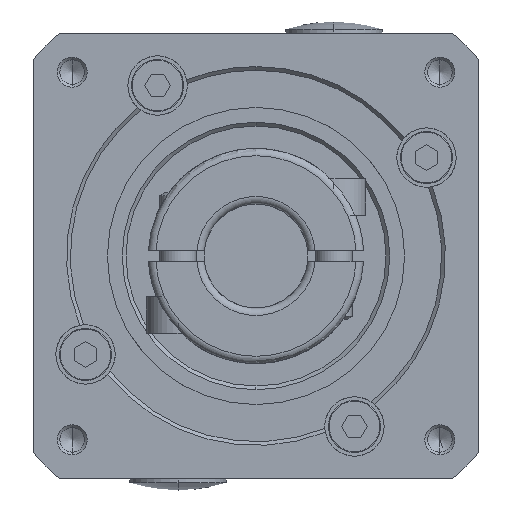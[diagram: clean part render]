
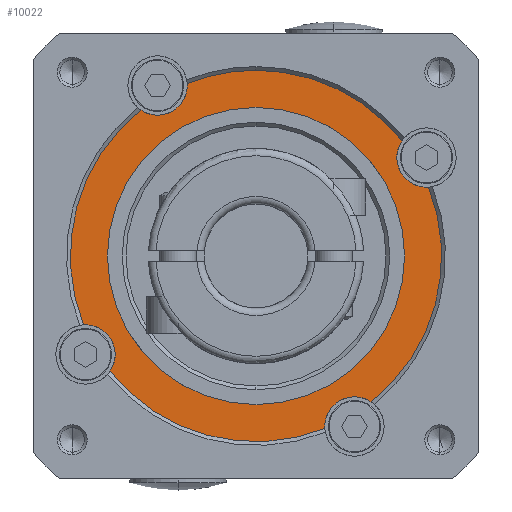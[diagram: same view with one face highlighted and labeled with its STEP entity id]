
A CAD part, left-side view. The second image highlights one B-rep face of the part: STEP entity #10022.
In plain terms, the highlighted planar face has unit normal (-1, 0, 0).
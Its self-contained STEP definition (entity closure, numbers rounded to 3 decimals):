
#89 = EDGE_CURVE ( 'NONE', #11743, #7947, #12489, .T. ) ;
#206 = CARTESIAN_POINT ( 'NONE',  ( -55.5, 0., 25. ) ) ;
#522 = DIRECTION ( 'NONE',  ( 0., 0., -1. ) ) ;
#561 = AXIS2_PLACEMENT_3D ( 'NONE', #9691, #6295, #8629 ) ;
#633 = PLANE ( 'NONE',  #14510 ) ;
#732 = DIRECTION ( 'NONE',  ( -1., 0., 0. ) ) ;
#933 = CARTESIAN_POINT ( 'NONE',  ( -55.5, -15.481, -19.63 ) ) ;
#946 = VERTEX_POINT ( 'NONE', #4877 ) ;
#1019 = AXIS2_PLACEMENT_3D ( 'NONE', #13315, #2982, #13471 ) ;
#1062 = CIRCLE ( 'NONE', #4355, 4. ) ;
#1111 = CARTESIAN_POINT ( 'NONE',  ( -55.5, 0., 0. ) ) ;
#1145 = ORIENTED_EDGE ( 'NONE', *, *, #12885, .T. ) ;
#1302 = ORIENTED_EDGE ( 'NONE', *, *, #2770, .F. ) ;
#1363 = EDGE_CURVE ( 'NONE', #9834, #7750, #7753, .T. ) ;
#1482 = AXIS2_PLACEMENT_3D ( 'NONE', #2373, #10432, #3532 ) ;
#1585 = ORIENTED_EDGE ( 'NONE', *, *, #5671, .T. ) ;
#1626 = CARTESIAN_POINT ( 'NONE',  ( -55.5, 19.63, -15.481 ) ) ;
#1759 = CIRCLE ( 'NONE', #13591, 4. ) ;
#2023 = VERTEX_POINT ( 'NONE', #12457 ) ;
#2372 = ORIENTED_EDGE ( 'NONE', *, *, #5422, .T. ) ;
#2373 = CARTESIAN_POINT ( 'NONE',  ( -55.5, 0., 0. ) ) ;
#2508 = CARTESIAN_POINT ( 'NONE',  ( -55.5, 22.95, -9.25 ) ) ;
#2559 = DIRECTION ( 'NONE',  ( -1., 0., 0. ) ) ;
#2657 = VERTEX_POINT ( 'NONE', #1626 ) ;
#2752 = CARTESIAN_POINT ( 'NONE',  ( -55.5, 22.95, -13.25 ) ) ;
#2770 = EDGE_CURVE ( 'NONE', #6594, #6892, #4631, .T. ) ;
#2835 = CIRCLE ( 'NONE', #4883, 4. ) ;
#2909 = DIRECTION ( 'NONE',  ( 0., 0., -1. ) ) ;
#2963 = DIRECTION ( 'NONE',  ( 0., 0., 1. ) ) ;
#2982 = DIRECTION ( 'NONE',  ( 1., 0., 0. ) ) ;
#3175 = CARTESIAN_POINT ( 'NONE',  ( -55.5, -9.259, -23.222 ) ) ;
#3255 = CARTESIAN_POINT ( 'NONE',  ( -55.5, -13.25, -22.95 ) ) ;
#3532 = DIRECTION ( 'NONE',  ( 0., 0., 1. ) ) ;
#4030 = AXIS2_PLACEMENT_3D ( 'NONE', #4550, #6887, #10350 ) ;
#4166 = EDGE_LOOP ( 'NONE', ( #12112, #1302 ) ) ;
#4269 = CIRCLE ( 'NONE', #8952, 25. ) ;
#4303 = ORIENTED_EDGE ( 'NONE', *, *, #12354, .T. ) ;
#4355 = AXIS2_PLACEMENT_3D ( 'NONE', #9343, #4876, #8277 ) ;
#4390 = CIRCLE ( 'NONE', #561, 25. ) ;
#4410 = DIRECTION ( 'NONE',  ( 0., 0., -1. ) ) ;
#4550 = CARTESIAN_POINT ( 'NONE',  ( -55.5, 0., 0. ) ) ;
#4631 = CIRCLE ( 'NONE', #12049, 20. ) ;
#4647 = AXIS2_PLACEMENT_3D ( 'NONE', #3255, #10104, #9103 ) ;
#4819 = CARTESIAN_POINT ( 'NONE',  ( -55.5, 0., 0. ) ) ;
#4824 = CARTESIAN_POINT ( 'NONE',  ( -55.5, -22.95, 9.25 ) ) ;
#4876 = DIRECTION ( 'NONE',  ( 1., 0., 0. ) ) ;
#4877 = CARTESIAN_POINT ( 'NONE',  ( -55.5, 13.25, 18.95 ) ) ;
#4883 = AXIS2_PLACEMENT_3D ( 'NONE', #7254, #11024, #2909 ) ;
#5177 = ORIENTED_EDGE ( 'NONE', *, *, #12750, .T. ) ;
#5267 = CARTESIAN_POINT ( 'NONE',  ( -55.5, 25., 0. ) ) ;
#5343 = DIRECTION ( 'NONE',  ( -1., 0., 0. ) ) ;
#5366 = CARTESIAN_POINT ( 'NONE',  ( -55.5, 15.481, 19.63 ) ) ;
#5422 = EDGE_CURVE ( 'NONE', #2657, #12422, #6868, .T. ) ;
#5436 = ORIENTED_EDGE ( 'NONE', *, *, #7680, .T. ) ;
#5482 = CIRCLE ( 'NONE', #4030, 25. ) ;
#5572 = FACE_OUTER_BOUND ( 'NONE', #6193, .T. ) ;
#5671 = EDGE_CURVE ( 'NONE', #12422, #11743, #8314, .T. ) ;
#5843 = AXIS2_PLACEMENT_3D ( 'NONE', #14645, #732, #2963 ) ;
#5898 = CIRCLE ( 'NONE', #11958, 20. ) ;
#6193 = EDGE_LOOP ( 'NONE', ( #5436, #5177, #4303, #2372, #1585, #8640, #12718, #9946, #11828, #1145, #10746, #7124, #7963 ) ) ;
#6215 = CARTESIAN_POINT ( 'NONE',  ( -55.5, 13.25, 22.95 ) ) ;
#6226 = CARTESIAN_POINT ( 'NONE',  ( -55.5, 0., 20. ) ) ;
#6283 = CARTESIAN_POINT ( 'NONE',  ( -55.5, 0., 0. ) ) ;
#6295 = DIRECTION ( 'NONE',  ( -1., 0., 0. ) ) ;
#6396 = CIRCLE ( 'NONE', #7717, 4. ) ;
#6479 = VERTEX_POINT ( 'NONE', #7940 ) ;
#6594 = VERTEX_POINT ( 'NONE', #6603 ) ;
#6603 = CARTESIAN_POINT ( 'NONE',  ( -55.5, 0., -20. ) ) ;
#6846 = EDGE_CURVE ( 'NONE', #6892, #6594, #5898, .T. ) ;
#6868 = CIRCLE ( 'NONE', #1482, 25. ) ;
#6887 = DIRECTION ( 'NONE',  ( -1., 0., 0. ) ) ;
#6892 = VERTEX_POINT ( 'NONE', #6226 ) ;
#7124 = ORIENTED_EDGE ( 'NONE', *, *, #11197, .T. ) ;
#7219 = FACE_BOUND ( 'NONE', #4166, .T. ) ;
#7248 = DIRECTION ( 'NONE',  ( 1., 0., 0. ) ) ;
#7250 = EDGE_CURVE ( 'NONE', #2023, #9834, #2835, .T. ) ;
#7254 = CARTESIAN_POINT ( 'NONE',  ( -55.5, -22.95, 13.25 ) ) ;
#7337 = CARTESIAN_POINT ( 'NONE',  ( -55.5, -13.25, -18.95 ) ) ;
#7415 = DIRECTION ( 'NONE',  ( 0., 0., -1. ) ) ;
#7666 = DIRECTION ( 'NONE',  ( 0., 0., -1. ) ) ;
#7680 = EDGE_CURVE ( 'NONE', #10081, #6479, #4269, .T. ) ;
#7717 = AXIS2_PLACEMENT_3D ( 'NONE', #2752, #9768, #10827 ) ;
#7750 = VERTEX_POINT ( 'NONE', #10829 ) ;
#7753 = CIRCLE ( 'NONE', #9043, 4. ) ;
#7866 = CARTESIAN_POINT ( 'NONE',  ( -55.5, -13.25, -22.95 ) ) ;
#7940 = CARTESIAN_POINT ( 'NONE',  ( -55.5, 23.222, -9.259 ) ) ;
#7947 = VERTEX_POINT ( 'NONE', #933 ) ;
#7963 = ORIENTED_EDGE ( 'NONE', *, *, #9763, .T. ) ;
#8277 = DIRECTION ( 'NONE',  ( 0., 0., -1. ) ) ;
#8314 = CIRCLE ( 'NONE', #11051, 4. ) ;
#8481 = VERTEX_POINT ( 'NONE', #206 ) ;
#8509 = CARTESIAN_POINT ( 'NONE',  ( -55.5, -22.95, 13.25 ) ) ;
#8629 = DIRECTION ( 'NONE',  ( 0., 0., 1. ) ) ;
#8640 = ORIENTED_EDGE ( 'NONE', *, *, #89, .T. ) ;
#8760 = DIRECTION ( 'NONE',  ( 1., 0., 0. ) ) ;
#8952 = AXIS2_PLACEMENT_3D ( 'NONE', #4819, #2559, #12861 ) ;
#9043 = AXIS2_PLACEMENT_3D ( 'NONE', #8509, #7248, #522 ) ;
#9103 = DIRECTION ( 'NONE',  ( 0., 0., -1. ) ) ;
#9141 = CIRCLE ( 'NONE', #1019, 4. ) ;
#9343 = CARTESIAN_POINT ( 'NONE',  ( -55.5, 13.25, 22.95 ) ) ;
#9691 = CARTESIAN_POINT ( 'NONE',  ( -55.5, 0., 0. ) ) ;
#9745 = VERTEX_POINT ( 'NONE', #12767 ) ;
#9763 = EDGE_CURVE ( 'NONE', #946, #10081, #1062, .T. ) ;
#9768 = DIRECTION ( 'NONE',  ( 1., 0., 0. ) ) ;
#9834 = VERTEX_POINT ( 'NONE', #4824 ) ;
#9946 = ORIENTED_EDGE ( 'NONE', *, *, #7250, .T. ) ;
#10022 = ADVANCED_FACE ( 'NONE', ( #7219, #5572 ), #633, .F. ) ;
#10081 = VERTEX_POINT ( 'NONE', #5366 ) ;
#10104 = DIRECTION ( 'NONE',  ( 1., 0., 0. ) ) ;
#10350 = DIRECTION ( 'NONE',  ( 0., 0., 1. ) ) ;
#10366 = CIRCLE ( 'NONE', #5843, 25. ) ;
#10432 = DIRECTION ( 'NONE',  ( -1., 0., 0. ) ) ;
#10746 = ORIENTED_EDGE ( 'NONE', *, *, #13721, .T. ) ;
#10782 = DIRECTION ( 'NONE',  ( -1., 0., 0. ) ) ;
#10827 = DIRECTION ( 'NONE',  ( 0., 0., -1. ) ) ;
#10829 = CARTESIAN_POINT ( 'NONE',  ( -55.5, -19.63, 15.481 ) ) ;
#10923 = DIRECTION ( 'NONE',  ( 1., 0., 0. ) ) ;
#11024 = DIRECTION ( 'NONE',  ( 1., 0., 0. ) ) ;
#11051 = AXIS2_PLACEMENT_3D ( 'NONE', #7866, #14752, #4410 ) ;
#11197 = EDGE_CURVE ( 'NONE', #9745, #946, #1759, .T. ) ;
#11743 = VERTEX_POINT ( 'NONE', #7337 ) ;
#11828 = ORIENTED_EDGE ( 'NONE', *, *, #1363, .T. ) ;
#11958 = AXIS2_PLACEMENT_3D ( 'NONE', #6283, #10782, #14304 ) ;
#12049 = AXIS2_PLACEMENT_3D ( 'NONE', #1111, #5343, #13751 ) ;
#12112 = ORIENTED_EDGE ( 'NONE', *, *, #6846, .F. ) ;
#12354 = EDGE_CURVE ( 'NONE', #12649, #2657, #9141, .T. ) ;
#12422 = VERTEX_POINT ( 'NONE', #3175 ) ;
#12457 = CARTESIAN_POINT ( 'NONE',  ( -55.5, -23.222, 9.259 ) ) ;
#12489 = CIRCLE ( 'NONE', #4647, 4. ) ;
#12649 = VERTEX_POINT ( 'NONE', #2508 ) ;
#12718 = ORIENTED_EDGE ( 'NONE', *, *, #13058, .T. ) ;
#12750 = EDGE_CURVE ( 'NONE', #6479, #12649, #6396, .T. ) ;
#12767 = CARTESIAN_POINT ( 'NONE',  ( -55.5, 9.259, 23.222 ) ) ;
#12861 = DIRECTION ( 'NONE',  ( 0., 0., 1. ) ) ;
#12885 = EDGE_CURVE ( 'NONE', #7750, #8481, #10366, .T. ) ;
#13058 = EDGE_CURVE ( 'NONE', #7947, #2023, #5482, .T. ) ;
#13315 = CARTESIAN_POINT ( 'NONE',  ( -55.5, 22.95, -13.25 ) ) ;
#13471 = DIRECTION ( 'NONE',  ( 0., 0., -1. ) ) ;
#13591 = AXIS2_PLACEMENT_3D ( 'NONE', #6215, #10923, #7415 ) ;
#13721 = EDGE_CURVE ( 'NONE', #8481, #9745, #4390, .T. ) ;
#13751 = DIRECTION ( 'NONE',  ( 0., 0., 1. ) ) ;
#14304 = DIRECTION ( 'NONE',  ( 0., 0., 1. ) ) ;
#14510 = AXIS2_PLACEMENT_3D ( 'NONE', #5267, #8760, #7666 ) ;
#14645 = CARTESIAN_POINT ( 'NONE',  ( -55.5, 0., 0. ) ) ;
#14752 = DIRECTION ( 'NONE',  ( 1., 0., 0. ) ) ;
